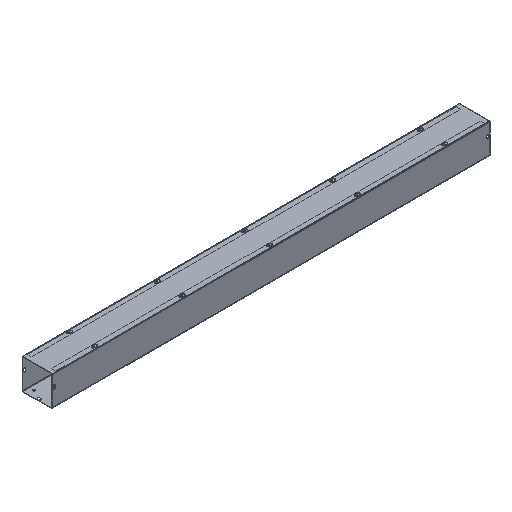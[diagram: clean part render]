
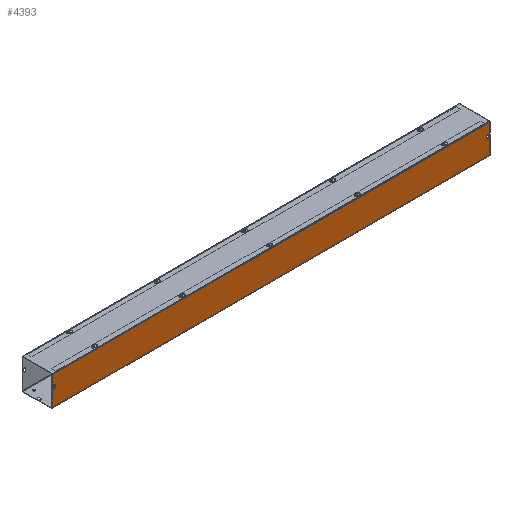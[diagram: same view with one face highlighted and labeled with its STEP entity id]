
A CAD part, isometric view. The second image highlights one B-rep face of the part: STEP entity #4393.
In plain terms, the highlighted planar face has unit normal (0, -1, 0).
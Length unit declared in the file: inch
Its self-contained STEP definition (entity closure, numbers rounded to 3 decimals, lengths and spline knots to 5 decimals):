
#204=LINE('',#7215,#500);
#208=LINE('',#7222,#504);
#213=LINE('',#7240,#509);
#215=LINE('',#7245,#511);
#241=LINE('',#7345,#537);
#249=LINE('',#7366,#545);
#252=LINE('',#7373,#548);
#256=LINE('',#7380,#552);
#258=LINE('',#7384,#554);
#259=LINE('',#7386,#555);
#260=LINE('',#7388,#556);
#261=LINE('',#7390,#557);
#262=LINE('',#7392,#558);
#263=LINE('',#7394,#559);
#264=LINE('',#7396,#560);
#265=LINE('',#7397,#561);
#500=VECTOR('',#5362,0.25);
#504=VECTOR('',#5368,0.25);
#509=VECTOR('',#5387,0.25);
#511=VECTOR('',#5391,0.25);
#537=VECTOR('',#5505,58.75);
#545=VECTOR('',#5533,0.0002);
#548=VECTOR('',#5538,0.03145);
#552=VECTOR('',#5544,0.0002);
#554=VECTOR('',#5548,0.0002);
#555=VECTOR('',#5549,0.0002);
#556=VECTOR('',#5550,0.03145);
#557=VECTOR('',#5551,0.6248);
#558=VECTOR('',#5552,3.96875);
#559=VECTOR('',#5553,60.);
#560=VECTOR('',#5554,3.96875);
#561=VECTOR('',#5555,0.6248);
#790=PLANE('',#4760);
#984=FACE_BOUND('',#1466,.T.);
#985=FACE_BOUND('',#1467,.T.);
#1158=FACE_OUTER_BOUND('',#1465,.T.);
#1465=EDGE_LOOP('',(#3326,#3327,#3328,#3329,#3330,#3331,#3332,#3333,#3334,
#3335,#3336,#3337));
#1466=EDGE_LOOP('',(#3338,#3339,#3340,#3341));
#1467=EDGE_LOOP('',(#3342,#3343,#3344,#3345));
#1793=CIRCLE('',#4693,0.125);
#1795=CIRCLE('',#4698,0.125);
#1797=CIRCLE('',#4701,0.125);
#1799=CIRCLE('',#4706,0.125);
#2056=VERTEX_POINT('',#7206);
#2057=VERTEX_POINT('',#7208);
#2059=VERTEX_POINT('',#7214);
#2061=VERTEX_POINT('',#7220);
#2064=VERTEX_POINT('',#7230);
#2065=VERTEX_POINT('',#7232);
#2067=VERTEX_POINT('',#7238);
#2069=VERTEX_POINT('',#7244);
#2098=VERTEX_POINT('',#7342);
#2099=VERTEX_POINT('',#7344);
#2102=VERTEX_POINT('',#7365);
#2104=VERTEX_POINT('',#7371);
#2105=VERTEX_POINT('',#7372);
#2108=VERTEX_POINT('',#7383);
#2109=VERTEX_POINT('',#7385);
#2110=VERTEX_POINT('',#7387);
#2111=VERTEX_POINT('',#7389);
#2112=VERTEX_POINT('',#7391);
#2113=VERTEX_POINT('',#7393);
#2114=VERTEX_POINT('',#7395);
#2488=EDGE_CURVE('',#2057,#2056,#1793,.T.);
#2491=EDGE_CURVE('',#2059,#2057,#204,.T.);
#2495=EDGE_CURVE('',#2056,#2061,#208,.T.);
#2497=EDGE_CURVE('',#2061,#2059,#1795,.T.);
#2500=EDGE_CURVE('',#2065,#2064,#1797,.T.);
#2504=EDGE_CURVE('',#2064,#2067,#213,.T.);
#2506=EDGE_CURVE('',#2069,#2065,#215,.T.);
#2509=EDGE_CURVE('',#2067,#2069,#1799,.T.);
#2555=EDGE_CURVE('',#2099,#2098,#241,.T.);
#2566=EDGE_CURVE('',#2102,#2099,#249,.T.);
#2569=EDGE_CURVE('',#2104,#2105,#252,.T.);
#2573=EDGE_CURVE('',#2105,#2102,#256,.T.);
#2575=EDGE_CURVE('',#2098,#2108,#258,.T.);
#2576=EDGE_CURVE('',#2108,#2109,#259,.T.);
#2577=EDGE_CURVE('',#2109,#2110,#260,.T.);
#2578=EDGE_CURVE('',#2111,#2110,#261,.T.);
#2579=EDGE_CURVE('',#2112,#2111,#262,.T.);
#2580=EDGE_CURVE('',#2112,#2113,#263,.T.);
#2581=EDGE_CURVE('',#2114,#2113,#264,.T.);
#2582=EDGE_CURVE('',#2104,#2114,#265,.T.);
#3326=ORIENTED_EDGE('',*,*,#2569,.T.);
#3327=ORIENTED_EDGE('',*,*,#2573,.T.);
#3328=ORIENTED_EDGE('',*,*,#2566,.T.);
#3329=ORIENTED_EDGE('',*,*,#2555,.T.);
#3330=ORIENTED_EDGE('',*,*,#2575,.T.);
#3331=ORIENTED_EDGE('',*,*,#2576,.T.);
#3332=ORIENTED_EDGE('',*,*,#2577,.T.);
#3333=ORIENTED_EDGE('',*,*,#2578,.F.);
#3334=ORIENTED_EDGE('',*,*,#2579,.F.);
#3335=ORIENTED_EDGE('',*,*,#2580,.T.);
#3336=ORIENTED_EDGE('',*,*,#2581,.F.);
#3337=ORIENTED_EDGE('',*,*,#2582,.F.);
#3338=ORIENTED_EDGE('',*,*,#2488,.T.);
#3339=ORIENTED_EDGE('',*,*,#2495,.T.);
#3340=ORIENTED_EDGE('',*,*,#2497,.T.);
#3341=ORIENTED_EDGE('',*,*,#2491,.T.);
#3342=ORIENTED_EDGE('',*,*,#2500,.T.);
#3343=ORIENTED_EDGE('',*,*,#2504,.T.);
#3344=ORIENTED_EDGE('',*,*,#2509,.T.);
#3345=ORIENTED_EDGE('',*,*,#2506,.T.);
#4393=ADVANCED_FACE('',(#1158,#984,#985),#790,.F.);
#4693=AXIS2_PLACEMENT_3D('',#7209,#5356,#5357);
#4698=AXIS2_PLACEMENT_3D('',#7225,#5373,#5374);
#4701=AXIS2_PLACEMENT_3D('',#7233,#5380,#5381);
#4706=AXIS2_PLACEMENT_3D('',#7249,#5397,#5398);
#4760=AXIS2_PLACEMENT_3D('',#7382,#5546,#5547);
#5356=DIRECTION('center_axis',(0.,1.,0.));
#5357=DIRECTION('ref_axis',(-1.,0.,0.));
#5362=DIRECTION('',(0.,0.,1.));
#5368=DIRECTION('',(0.,0.,-1.));
#5373=DIRECTION('center_axis',(0.,1.,0.));
#5374=DIRECTION('ref_axis',(1.,0.,0.));
#5380=DIRECTION('center_axis',(0.,1.,0.));
#5381=DIRECTION('ref_axis',(1.,0.,0.));
#5387=DIRECTION('',(0.,0.,-1.));
#5391=DIRECTION('',(0.,0.,1.));
#5397=DIRECTION('center_axis',(0.,1.,0.));
#5398=DIRECTION('ref_axis',(-1.,0.,0.));
#5505=DIRECTION('',(-1.,0.,0.));
#5533=DIRECTION('',(0.,0.,1.));
#5538=DIRECTION('',(0.,0.,-1.));
#5544=DIRECTION('',(-1.,0.,0.));
#5546=DIRECTION('center_axis',(0.,1.,0.));
#5547=DIRECTION('ref_axis',(1.,0.,0.));
#5548=DIRECTION('',(0.,0.,-1.));
#5549=DIRECTION('',(-1.,0.,0.));
#5550=DIRECTION('',(0.,0.,1.));
#5551=DIRECTION('',(1.,0.,0.));
#5552=DIRECTION('',(0.,0.,1.));
#5553=DIRECTION('',(1.,0.,0.));
#5554=DIRECTION('',(0.,0.,-1.));
#5555=DIRECTION('',(1.,0.,0.));
#7206=CARTESIAN_POINT('',(59.815,-0.0625,2.5625));
#7208=CARTESIAN_POINT('',(59.565,-0.0625,2.5625));
#7209=CARTESIAN_POINT('Origin',(59.69,-0.0625,2.5625));
#7214=CARTESIAN_POINT('',(59.565,-0.0625,2.3125));
#7215=CARTESIAN_POINT('',(59.565,-0.0625,2.17224));
#7220=CARTESIAN_POINT('',(59.815,-0.0625,2.3125));
#7222=CARTESIAN_POINT('',(59.815,-0.0625,2.23474));
#7225=CARTESIAN_POINT('Origin',(59.69,-0.0625,2.3125));
#7230=CARTESIAN_POINT('',(0.435,-0.0625,2.5625));
#7232=CARTESIAN_POINT('',(0.185,-0.0625,2.5625));
#7233=CARTESIAN_POINT('Origin',(0.31,-0.0625,2.5625));
#7238=CARTESIAN_POINT('',(0.435,-0.0625,2.3125));
#7240=CARTESIAN_POINT('',(0.435,-0.0625,2.17224));
#7244=CARTESIAN_POINT('',(0.185,-0.0625,2.3125));
#7245=CARTESIAN_POINT('',(0.185,-0.0625,2.23474));
#7249=CARTESIAN_POINT('Origin',(0.31,-0.0625,2.3125));
#7342=CARTESIAN_POINT('',(0.625,-0.0625,4.03125));
#7344=CARTESIAN_POINT('',(59.375,-0.0625,4.03125));
#7345=CARTESIAN_POINT('',(44.6875,-0.0625,4.03125));
#7365=CARTESIAN_POINT('',(59.375,-0.0625,4.03105));
#7366=CARTESIAN_POINT('',(59.375,-0.0625,3.03152));
#7371=CARTESIAN_POINT('',(59.3752,-0.0625,4.0625));
#7372=CARTESIAN_POINT('',(59.3752,-0.0625,4.03105));
#7373=CARTESIAN_POINT('',(59.3752,-0.0625,3.04724));
#7380=CARTESIAN_POINT('',(44.6876,-0.0625,4.03105));
#7382=CARTESIAN_POINT('Origin',(30.,-0.0625,2.03198));
#7383=CARTESIAN_POINT('',(0.625,-0.0625,4.03105));
#7384=CARTESIAN_POINT('',(0.625,-0.0625,3.04724));
#7385=CARTESIAN_POINT('',(0.6248,-0.0625,4.03105));
#7386=CARTESIAN_POINT('',(15.3125,-0.0625,4.03105));
#7387=CARTESIAN_POINT('',(0.6248,-0.0625,4.0625));
#7388=CARTESIAN_POINT('',(0.6248,-0.0625,3.03152));
#7389=CARTESIAN_POINT('',(0.,-0.0625,4.0625));
#7390=CARTESIAN_POINT('',(0.,-0.0625,4.0625));
#7391=CARTESIAN_POINT('',(0.,-0.0625,0.09375));
#7392=CARTESIAN_POINT('',(0.,-0.0625,0.09375));
#7393=CARTESIAN_POINT('',(60.,-0.0625,0.09375));
#7394=CARTESIAN_POINT('',(30.,-0.0625,0.09375));
#7395=CARTESIAN_POINT('',(60.,-0.0625,4.0625));
#7396=CARTESIAN_POINT('',(60.,-0.0625,-0.09082));
#7397=CARTESIAN_POINT('',(0.,-0.0625,4.0625));
